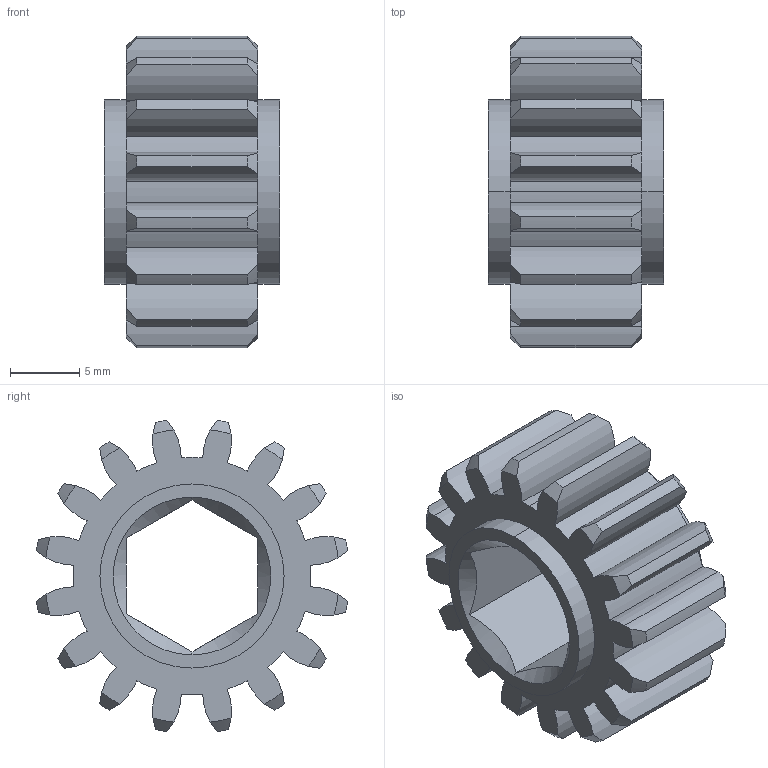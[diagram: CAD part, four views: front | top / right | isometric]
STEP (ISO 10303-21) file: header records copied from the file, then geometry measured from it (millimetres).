
FILE_DESCRIPTION (( 'STEP AP203' ), '1' );
FILE_NAME ('am-4665 16T 20DP 375hex 375 FW.STEP', '2022-06-21T17:51:54', ( '' ), ( '' ), 'SwSTEP 2.0', 'SolidWorks 2021', '' );
FILE_SCHEMA (( 'CONFIG_CONTROL_DESIGN' ));
Length unit declared in the file: inch
Products named in the file (1): am-4665 16T 20DP 375hex 375 FW
Bounding box: 12.7 x 22.57 x 22.57 mm (x, y, z)
Volume: 2354.1 mm3; surface area: 2231.8 mm2
Topology: 1 solids, 1 shells, 119 faces, 341 edges, 226 vertices
Faces by surface type: cylinder 73, cone 36, plane 10
Entity records: 4232 total; most frequent: CARTESIAN_POINT 1003, DIRECTION 687, ORIENTED_EDGE 682, EDGE_CURVE 341, AXIS2_PLACEMENT_3D 302, VERTEX_POINT 226, CIRCLE 182, EDGE_LOOP 123
